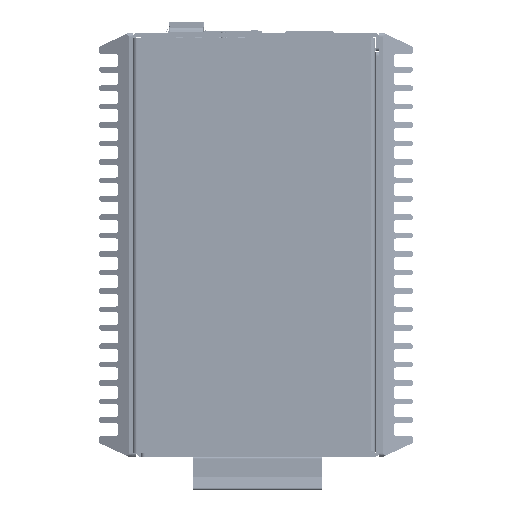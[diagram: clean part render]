
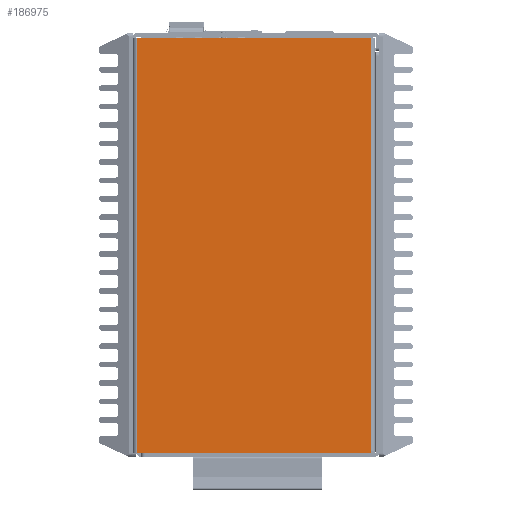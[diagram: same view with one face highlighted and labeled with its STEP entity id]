
A CAD part, front view. The second image highlights one B-rep face of the part: STEP entity #186975.
In plain terms, the highlighted planar face has unit normal (0, -1, 0).
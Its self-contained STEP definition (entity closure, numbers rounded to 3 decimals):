
#139 = VERTEX_POINT ( 'NONE', #9873 ) ;
#1241 = VERTEX_POINT ( 'NONE', #65366 ) ;
#2002 = CARTESIAN_POINT ( 'NONE',  ( 0., 0., 0. ) ) ;
#2160 = VECTOR ( 'NONE', #58566, 1000. ) ;
#4336 = CARTESIAN_POINT ( 'NONE',  ( 64.6, 0., -114. ) ) ;
#5143 = EDGE_CURVE ( 'NONE', #1241, #36068, #28427, .T. ) ;
#6743 = VECTOR ( 'NONE', #85314, 1000. ) ;
#9873 = CARTESIAN_POINT ( 'NONE',  ( 64.6, 0., -1.3 ) ) ;
#11354 = CARTESIAN_POINT ( 'NONE',  ( 0., 0., -1.3 ) ) ;
#11776 = LINE ( 'NONE', #71096, #131006 ) ;
#14329 = CARTESIAN_POINT ( 'NONE',  ( 0., 0., -114. ) ) ;
#27008 = ORIENTED_EDGE ( 'NONE', *, *, #72901, .T. ) ;
#28427 = LINE ( 'NONE', #148077, #2160 ) ;
#36068 = VERTEX_POINT ( 'NONE', #72399 ) ;
#39115 = ORIENTED_EDGE ( 'NONE', *, *, #5143, .F. ) ;
#58566 = DIRECTION ( 'NONE',  ( 0., 0., 1. ) ) ;
#63286 = DIRECTION ( 'NONE',  ( 0., 1., 0. ) ) ;
#65366 = CARTESIAN_POINT ( 'NONE',  ( 1.3, 0., -114. ) ) ;
#71096 = CARTESIAN_POINT ( 'NONE',  ( 64.6, 0., -114. ) ) ;
#72399 = CARTESIAN_POINT ( 'NONE',  ( 1.3, 0., -1.3 ) ) ;
#72901 = EDGE_CURVE ( 'NONE', #1241, #107413, #163191, .T. ) ;
#73637 = DIRECTION ( 'NONE',  ( 1., 0., 0. ) ) ;
#74641 = CARTESIAN_POINT ( 'NONE',  ( 64.6, 0., -114. ) ) ;
#75610 = EDGE_CURVE ( 'NONE', #139, #36068, #146561, .T. ) ;
#76945 = EDGE_LOOP ( 'NONE', ( #115587, #163437, #184030, #39115, #27008 ) ) ;
#78497 = AXIS2_PLACEMENT_3D ( 'NONE', #2002, #63286, #180061 ) ;
#85050 = CARTESIAN_POINT ( 'NONE',  ( 64.6, 0., -113.5 ) ) ;
#85314 = DIRECTION ( 'NONE',  ( -1., 0., 0. ) ) ;
#92474 = PLANE ( 'NONE',  #78497 ) ;
#105743 = VECTOR ( 'NONE', #73637, 1000. ) ;
#106489 = DIRECTION ( 'NONE',  ( 0., 0., 1. ) ) ;
#107413 = VERTEX_POINT ( 'NONE', #74641 ) ;
#115587 = ORIENTED_EDGE ( 'NONE', *, *, #181958, .T. ) ;
#116814 = DIRECTION ( 'NONE',  ( 0., 0., 1. ) ) ;
#123042 = LINE ( 'NONE', #4336, #130333 ) ;
#130333 = VECTOR ( 'NONE', #106489, 1000. ) ;
#131006 = VECTOR ( 'NONE', #116814, 1000. ) ;
#146561 = LINE ( 'NONE', #11354, #6743 ) ;
#148077 = CARTESIAN_POINT ( 'NONE',  ( 1.3, 0., -1.3 ) ) ;
#148952 = FACE_OUTER_BOUND ( 'NONE', #76945, .T. ) ;
#163191 = LINE ( 'NONE', #14329, #105743 ) ;
#163437 = ORIENTED_EDGE ( 'NONE', *, *, #184496, .T. ) ;
#180061 = DIRECTION ( 'NONE',  ( -1., 0., 0. ) ) ;
#181958 = EDGE_CURVE ( 'NONE', #107413, #185376, #123042, .T. ) ;
#184030 = ORIENTED_EDGE ( 'NONE', *, *, #75610, .T. ) ;
#184496 = EDGE_CURVE ( 'NONE', #185376, #139, #11776, .T. ) ;
#185376 = VERTEX_POINT ( 'NONE', #85050 ) ;
#186975 = ADVANCED_FACE ( 'NONE', ( #148952 ), #92474, .F. ) ;
